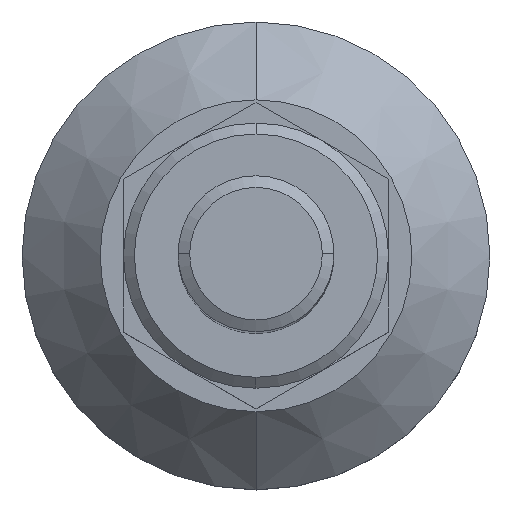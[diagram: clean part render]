
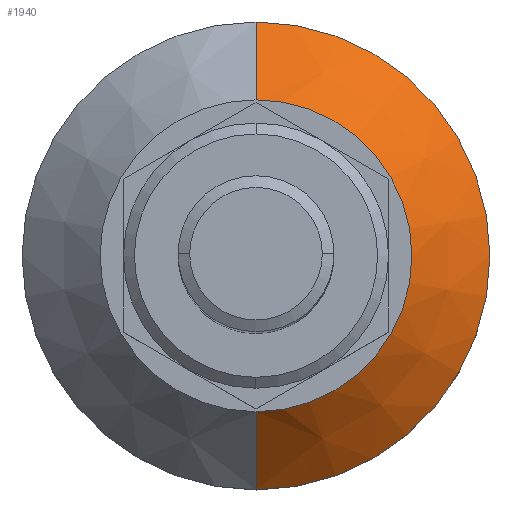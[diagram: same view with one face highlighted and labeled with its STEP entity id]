
A CAD part, top view. The second image highlights one B-rep face of the part: STEP entity #1940.
In plain terms, the highlighted conical face has half-angle 45 degrees and reference radius 10 mm.
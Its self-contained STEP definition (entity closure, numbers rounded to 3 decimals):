
#1020=CARTESIAN_POINT('',(0.,0.,-5.3));
#1030=DIRECTION('',(0.,0.,-1.));
#1040=DIRECTION('',(0.,1.,0.));
#1050=AXIS2_PLACEMENT_3D('',#1020,#1030,#1040);
#1060=CIRCLE('',#1050,10.);
#1070=CARTESIAN_POINT('',(10.,0.,-5.3));
#1080=VERTEX_POINT('',#1070);
#1090=CARTESIAN_POINT('',(0.,-10.,-5.3));
#1100=VERTEX_POINT('',#1090);
#1110=EDGE_CURVE('',#1080,#1100,#1060,.T.);
#1130=CARTESIAN_POINT('',(0.,10.,-5.3));
#1140=VERTEX_POINT('',#1130);
#1170=EDGE_CURVE('',#1140,#1080,#1060,.T.);
#1310=CARTESIAN_POINT('',(15.,0.,-10.3));
#1320=VERTEX_POINT('',#1310);
#1370=CARTESIAN_POINT('',(0.,0.,-10.3));
#1380=DIRECTION('',(0.,0.,-1.));
#1390=DIRECTION('',(0.,1.,0.));
#1400=AXIS2_PLACEMENT_3D('',#1370,#1380,#1390);
#1410=CIRCLE('',#1400,15.);
#1420=CARTESIAN_POINT('',(0.,15.,-10.3));
#1430=VERTEX_POINT('',#1420);
#1440=EDGE_CURVE('',#1430,#1320,#1410,.T.);
#1680=CARTESIAN_POINT('',(0.,0.,-5.3));
#1690=DIRECTION('',(0.,0.,-1.));
#1700=DIRECTION('',(0.,1.,0.));
#1710=AXIS2_PLACEMENT_3D('',#1680,#1690,#1700);
#1720=CONICAL_SURFACE('',#1710,10.,0.785);
#1730=CARTESIAN_POINT('',(0.,10.,-5.3));
#1740=DIRECTION('',(0.,0.707,-0.707));
#1750=VECTOR('',#1740,14.142);
#1760=LINE('',#1730,#1750);
#1770=EDGE_CURVE('',#1140,#1430,#1760,.T.);
#1780=ORIENTED_EDGE('',*,*,#1770,.F.);
#1790=ORIENTED_EDGE('',*,*,#1440,.F.);
#1800=CARTESIAN_POINT('',(0.,-15.,-10.3));
#1810=VERTEX_POINT('',#1800);
#1820=EDGE_CURVE('',#1320,#1810,#1410,.T.);
#1830=ORIENTED_EDGE('',*,*,#1820,.F.);
#1840=CARTESIAN_POINT('',(0.,-10.,-5.3));
#1850=DIRECTION('',(0.,-0.707,
-0.707));
#1860=VECTOR('',#1850,14.142);
#1870=LINE('',#1840,#1860);
#1880=EDGE_CURVE('',#1100,#1810,#1870,.T.);
#1890=ORIENTED_EDGE('',*,*,#1880,.T.);
#1900=ORIENTED_EDGE('',*,*,#1110,.T.);
#1910=ORIENTED_EDGE('',*,*,#1170,.T.);
#1920=EDGE_LOOP('',(#1910,#1900,#1890,#1830,#1790,#1780));
#1930=FACE_OUTER_BOUND('',#1920,.T.);
#1940=ADVANCED_FACE('',(#1930),#1720,.T.);
